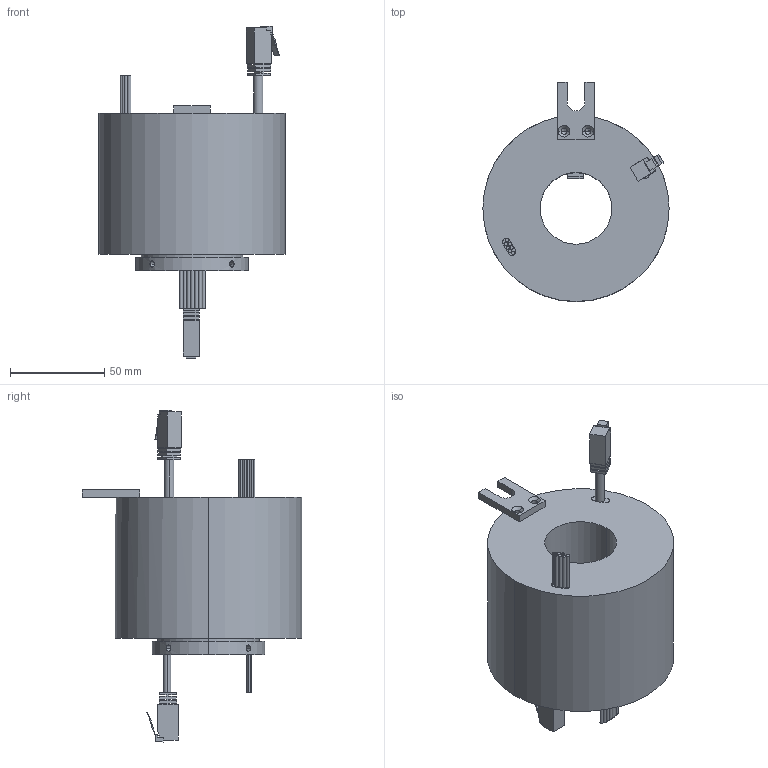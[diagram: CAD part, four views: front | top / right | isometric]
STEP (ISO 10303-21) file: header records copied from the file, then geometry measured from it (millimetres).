
FILE_DESCRIPTION (( 'STEP AP203' ), '1' );
FILE_NAME ('MB380-P0710-1E.STEP', '2020-07-13T08:35:15', ( '微软用户' ), ( '微软中国' ), 'SwSTEP 2.0', 'SolidWorks 2014', '' );
FILE_SCHEMA (( 'CONFIG_CONTROL_DESIGN' ));
Length unit declared in the file: millimetre
Products named in the file (5): 2; 11; MB380-P0710-1E; 1
Assembly tree (5 placements, depth 3):
  MB380-P0710-1E
    MB380-P0710-1E
    11  x2
      1
      2
Bounding box: 99 x 116.5 x 176.44 mm (x, y, z)
Volume: 512402 mm3; surface area: 56255.9 mm2
Topology: 5 solids, 5 shells, 221 faces, 560 edges, 368 vertices
Faces by surface type: plane 144, cylinder 69, cone 8
Entity records: 5945 total; most frequent: CARTESIAN_POINT 1286, DIRECTION 884, ORIENTED_EDGE 824, EDGE_CURVE 412, AXIS2_PLACEMENT_3D 310, VERTEX_POINT 272, LINE 264, VECTOR 264
